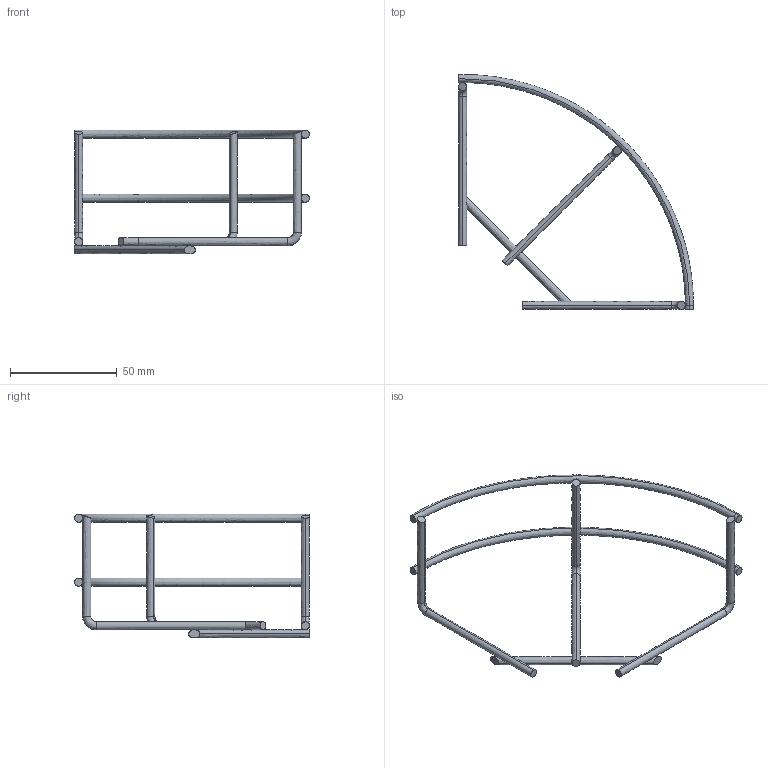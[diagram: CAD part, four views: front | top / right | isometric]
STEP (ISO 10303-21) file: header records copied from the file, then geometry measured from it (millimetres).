
FILE_DESCRIPTION(/* description */ (''),/* implementation_level */ '2;1');
FILE_NAME(/* name */ '6002218',/* time_stamp */ '2013-07-15T09:57:10+02:00',/* author */ (''),/* organization */ (''),/* preprocessor_version */ 'ST-DEVELOPER v15',/* originating_system */ '',/* authorisation */ '');
FILE_SCHEMA (('AUTOMOTIVE_DESIGN'));
Length unit declared in the file: millimetre
Products named in the file (1): Document
Bounding box: 109.9 x 109.9 x 58 mm (x, y, z)
Volume: 8935 mm3; surface area: 9552.6 mm2
Topology: 6 solids, 6 shells, 40 faces, 72 edges, 44 vertices
Faces by surface type: bspline 28, plane 12
Entity records: 4724 total; most frequent: CARTESIAN_POINT 4246, ORIENTED_EDGE 144, EDGE_CURVE 72, VERTEX_POINT 44, ADVANCED_FACE 40, FACE_OUTER_BOUND 40, EDGE_LOOP 40, B_SPLINE_CURVE_WITH_KNOTS 22
